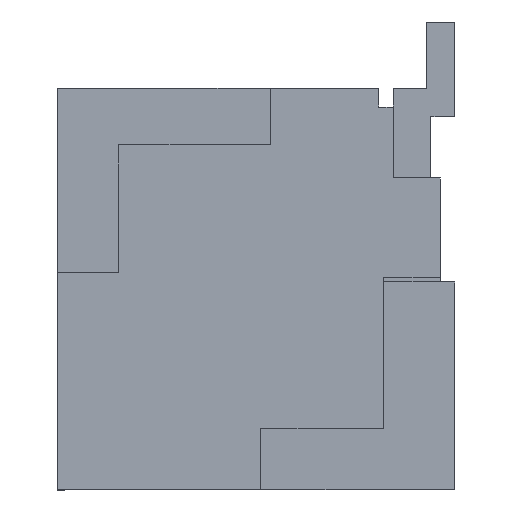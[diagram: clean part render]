
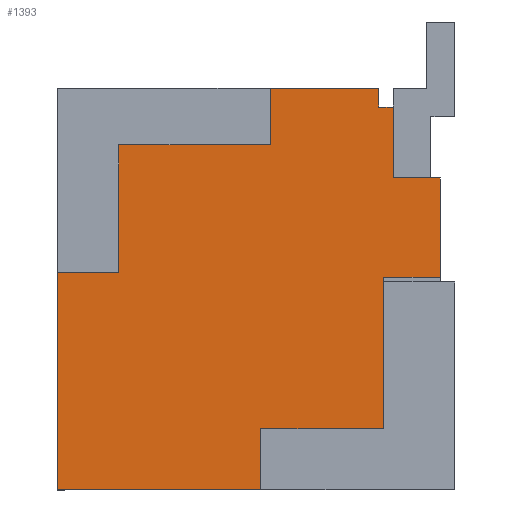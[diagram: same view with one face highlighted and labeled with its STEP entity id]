
A CAD part, left-side view. The second image highlights one B-rep face of the part: STEP entity #1393.
In plain terms, the highlighted planar face has unit normal (-1, 0, 0).
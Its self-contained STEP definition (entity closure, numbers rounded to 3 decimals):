
#1378 = VERTEX_POINT ( 'NONE', #4477 ) ;
#1379 = ORIENTED_EDGE ( 'NONE', *, *, #1380, .T. ) ;
#1380 = EDGE_CURVE ( 'NONE', #1378, #1381, #4476, .T. ) ;
#1381 = VERTEX_POINT ( 'NONE', #4472 ) ;
#1382 = ORIENTED_EDGE ( 'NONE', *, *, #1383, .T. ) ;
#1383 = EDGE_CURVE ( 'NONE', #1381, #1384, #4471, .T. ) ;
#1384 = VERTEX_POINT ( 'NONE', #4467 ) ;
#1385 = ORIENTED_EDGE ( 'NONE', *, *, #1386, .T. ) ;
#1386 = EDGE_CURVE ( 'NONE', #1384, #1387, #4466, .T. ) ;
#1387 = VERTEX_POINT ( 'NONE', #4462 ) ;
#1388 = ORIENTED_EDGE ( 'NONE', *, *, #1389, .T. ) ;
#1389 = EDGE_CURVE ( 'NONE', #1387, #1390, #4461, .T. ) ;
#1390 = VERTEX_POINT ( 'NONE', #4457 ) ;
#1391 = ORIENTED_EDGE ( 'NONE', *, *, #1450, .T. ) ;
#1393 = ADVANCED_FACE ( 'NONE', ( #4499 ), #4534, .F. ) ;
#1394 = EDGE_CURVE ( 'NONE', #1418, #1416, #4529, .T. ) ;
#1395 = ORIENTED_EDGE ( 'NONE', *, *, #1396, .T. ) ;
#1396 = EDGE_CURVE ( 'NONE', #1418, #1397, #4525, .T. ) ;
#1397 = VERTEX_POINT ( 'NONE', #4521 ) ;
#1398 = ORIENTED_EDGE ( 'NONE', *, *, #1399, .T. ) ;
#1399 = EDGE_CURVE ( 'NONE', #1397, #1400, #4520, .T. ) ;
#1400 = VERTEX_POINT ( 'NONE', #4516 ) ;
#1401 = ORIENTED_EDGE ( 'NONE', *, *, #1402, .T. ) ;
#1402 = EDGE_CURVE ( 'NONE', #1400, #1378, #4515, .T. ) ;
#1403 = EDGE_LOOP ( 'NONE', ( #1404, #1408, #1411, #1414, #1417, #1395, #1398, #1401, #1379, #1382, #1385, #1388, #1391, #1452, #1455, #1458 ) ) ;
#1404 = ORIENTED_EDGE ( 'NONE', *, *, #1405, .T. ) ;
#1405 = EDGE_CURVE ( 'NONE', #1406, #1407, #4511, .T. ) ;
#1406 = VERTEX_POINT ( 'NONE', #4507 ) ;
#1407 = VERTEX_POINT ( 'NONE', #4506 ) ;
#1408 = ORIENTED_EDGE ( 'NONE', *, *, #1409, .T. ) ;
#1409 = EDGE_CURVE ( 'NONE', #1407, #1410, #4566, .T. ) ;
#1410 = VERTEX_POINT ( 'NONE', #4562 ) ;
#1411 = ORIENTED_EDGE ( 'NONE', *, *, #1412, .T. ) ;
#1412 = EDGE_CURVE ( 'NONE', #1410, #1413, #4561, .T. ) ;
#1413 = VERTEX_POINT ( 'NONE', #4557 ) ;
#1414 = ORIENTED_EDGE ( 'NONE', *, *, #1415, .T. ) ;
#1415 = EDGE_CURVE ( 'NONE', #1413, #1416, #4556, .T. ) ;
#1416 = VERTEX_POINT ( 'NONE', #4552 ) ;
#1417 = ORIENTED_EDGE ( 'NONE', *, *, #1394, .F. ) ;
#1418 = VERTEX_POINT ( 'NONE', #4551 ) ;
#1450 = EDGE_CURVE ( 'NONE', #1390, #1451, #4644, .T. ) ;
#1451 = VERTEX_POINT ( 'NONE', #4640 ) ;
#1452 = ORIENTED_EDGE ( 'NONE', *, *, #1453, .T. ) ;
#1453 = EDGE_CURVE ( 'NONE', #1451, #1454, #4639, .T. ) ;
#1454 = VERTEX_POINT ( 'NONE', #4635 ) ;
#1455 = ORIENTED_EDGE ( 'NONE', *, *, #1456, .T. ) ;
#1456 = EDGE_CURVE ( 'NONE', #1454, #1457, #4634, .T. ) ;
#1457 = VERTEX_POINT ( 'NONE', #4630 ) ;
#1458 = ORIENTED_EDGE ( 'NONE', *, *, #1459, .F. ) ;
#1459 = EDGE_CURVE ( 'NONE', #1406, #1457, #4628, .T. ) ;
#4457 = CARTESIAN_POINT ( 'NONE',  ( -15.75, 0.325, 2.775 ) ) ;
#4458 = DIRECTION ( 'NONE',  ( 0., 1., 0. ) ) ;
#4459 = VECTOR ( 'NONE', #4458, 1000. ) ;
#4460 = CARTESIAN_POINT ( 'NONE',  ( -15.75, -0.175, 2.775 ) ) ;
#4461 = LINE ( 'NONE', #4460, #4459 ) ;
#4462 = CARTESIAN_POINT ( 'NONE',  ( -15.75, -0.175, 2.775 ) ) ;
#4463 = DIRECTION ( 'NONE',  ( 0., 0., 1. ) ) ;
#4464 = VECTOR ( 'NONE', #4463, 1000. ) ;
#4465 = CARTESIAN_POINT ( 'NONE',  ( -15.75, -0.175, 3.725 ) ) ;
#4466 = LINE ( 'NONE', #4465, #4464 ) ;
#4467 = CARTESIAN_POINT ( 'NONE',  ( -15.75, -0.175, 1.725 ) ) ;
#4468 = DIRECTION ( 'NONE',  ( 0., -1., 0. ) ) ;
#4469 = VECTOR ( 'NONE', #4468, 1000. ) ;
#4470 = CARTESIAN_POINT ( 'NONE',  ( -15.75, 0.425, 1.725 ) ) ;
#4471 = LINE ( 'NONE', #4470, #4469 ) ;
#4472 = CARTESIAN_POINT ( 'NONE',  ( -15.75, 0.425, 1.725 ) ) ;
#4473 = DIRECTION ( 'NONE',  ( 0., 0., 1. ) ) ;
#4474 = VECTOR ( 'NONE', #4473, 1000. ) ;
#4475 = CARTESIAN_POINT ( 'NONE',  ( -15.75, 0.425, 0.125 ) ) ;
#4476 = LINE ( 'NONE', #4475, #4474 ) ;
#4477 = CARTESIAN_POINT ( 'NONE',  ( -15.75, 0.425, 0.125 ) ) ;
#4499 = FACE_OUTER_BOUND ( 'NONE', #1403, .T. ) ;
#4506 = CARTESIAN_POINT ( 'NONE',  ( -15.75, 1.625, 3.125 ) ) ;
#4507 = CARTESIAN_POINT ( 'NONE',  ( -15.75, 1.625, 3.725 ) ) ;
#4508 = DIRECTION ( 'NONE',  ( 0., 0., -1. ) ) ;
#4509 = VECTOR ( 'NONE', #4508, 1000. ) ;
#4510 = CARTESIAN_POINT ( 'NONE',  ( -15.75, 1.625, 3.125 ) ) ;
#4511 = LINE ( 'NONE', #4510, #4509 ) ;
#4512 = DIRECTION ( 'NONE',  ( 0., -1., 0. ) ) ;
#4513 = VECTOR ( 'NONE', #4512, 1000. ) ;
#4514 = CARTESIAN_POINT ( 'NONE',  ( -15.75, 1.725, 0.125 ) ) ;
#4515 = LINE ( 'NONE', #4514, #4513 ) ;
#4516 = CARTESIAN_POINT ( 'NONE',  ( -15.75, 1.725, 0.125 ) ) ;
#4517 = DIRECTION ( 'NONE',  ( 0., 0., 1. ) ) ;
#4518 = VECTOR ( 'NONE', #4517, 1000. ) ;
#4519 = CARTESIAN_POINT ( 'NONE',  ( -15.75, 1.725, -0.525 ) ) ;
#4520 = LINE ( 'NONE', #4519, #4518 ) ;
#4521 = CARTESIAN_POINT ( 'NONE',  ( -15.75, 1.725, -0.525 ) ) ;
#4522 = DIRECTION ( 'NONE',  ( 0., -1., 0. ) ) ;
#4523 = VECTOR ( 'NONE', #4522, 1000. ) ;
#4524 = CARTESIAN_POINT ( 'NONE',  ( -15.75, 3.875, -0.525 ) ) ;
#4525 = LINE ( 'NONE', #4524, #4523 ) ;
#4526 = DIRECTION ( 'NONE',  ( 0., 0., 1. ) ) ;
#4527 = VECTOR ( 'NONE', #4526, 1000. ) ;
#4528 = CARTESIAN_POINT ( 'NONE',  ( -15.75, 3.875, 3.725 ) ) ;
#4529 = LINE ( 'NONE', #4528, #4527 ) ;
#4530 = DIRECTION ( 'NONE',  ( 0., -1., 0. ) ) ;
#4531 = DIRECTION ( 'NONE',  ( 1., 0., 0. ) ) ;
#4532 = CARTESIAN_POINT ( 'NONE',  ( -15.75, 3.875, 3.725 ) ) ;
#4533 = AXIS2_PLACEMENT_3D ( 'NONE', #4532, #4531, #4530 ) ;
#4534 = PLANE ( 'NONE',  #4533 ) ;
#4551 = CARTESIAN_POINT ( 'NONE',  ( -15.75, 3.875, -0.525 ) ) ;
#4552 = CARTESIAN_POINT ( 'NONE',  ( -15.75, 3.875, 1.775 ) ) ;
#4553 = DIRECTION ( 'NONE',  ( 0., 1., 0. ) ) ;
#4554 = VECTOR ( 'NONE', #4553, 1000. ) ;
#4555 = CARTESIAN_POINT ( 'NONE',  ( -15.75, 3.875, 1.775 ) ) ;
#4556 = LINE ( 'NONE', #4555, #4554 ) ;
#4557 = CARTESIAN_POINT ( 'NONE',  ( -15.75, 3.225, 1.775 ) ) ;
#4558 = DIRECTION ( 'NONE',  ( 0., 0., -1. ) ) ;
#4559 = VECTOR ( 'NONE', #4558, 1000. ) ;
#4560 = CARTESIAN_POINT ( 'NONE',  ( -15.75, 3.225, 1.775 ) ) ;
#4561 = LINE ( 'NONE', #4560, #4559 ) ;
#4562 = CARTESIAN_POINT ( 'NONE',  ( -15.75, 3.225, 3.125 ) ) ;
#4563 = DIRECTION ( 'NONE',  ( 0., 1., 0. ) ) ;
#4564 = VECTOR ( 'NONE', #4563, 1000. ) ;
#4565 = CARTESIAN_POINT ( 'NONE',  ( -15.75, 3.225, 3.125 ) ) ;
#4566 = LINE ( 'NONE', #4565, #4564 ) ;
#4626 = VECTOR ( 'NONE', #4685, 1000. ) ;
#4627 = CARTESIAN_POINT ( 'NONE',  ( -15.75, 3.875, 3.725 ) ) ;
#4628 = LINE ( 'NONE', #4627, #4626 ) ;
#4630 = CARTESIAN_POINT ( 'NONE',  ( -15.75, 0.475, 3.725 ) ) ;
#4631 = DIRECTION ( 'NONE',  ( 0., 0., 1. ) ) ;
#4632 = VECTOR ( 'NONE', #4631, 1000. ) ;
#4633 = CARTESIAN_POINT ( 'NONE',  ( -15.75, 0.475, 3.525 ) ) ;
#4634 = LINE ( 'NONE', #4633, #4632 ) ;
#4635 = CARTESIAN_POINT ( 'NONE',  ( -15.75, 0.475, 3.525 ) ) ;
#4636 = DIRECTION ( 'NONE',  ( 0., 1., 0. ) ) ;
#4637 = VECTOR ( 'NONE', #4636, 1000. ) ;
#4638 = CARTESIAN_POINT ( 'NONE',  ( -15.75, 0.325, 3.525 ) ) ;
#4639 = LINE ( 'NONE', #4638, #4637 ) ;
#4640 = CARTESIAN_POINT ( 'NONE',  ( -15.75, 0.325, 3.525 ) ) ;
#4641 = DIRECTION ( 'NONE',  ( 0., 0., 1. ) ) ;
#4642 = VECTOR ( 'NONE', #4641, 1000. ) ;
#4643 = CARTESIAN_POINT ( 'NONE',  ( -15.75, 0.325, 2.775 ) ) ;
#4644 = LINE ( 'NONE', #4643, #4642 ) ;
#4685 = DIRECTION ( 'NONE',  ( 0., -1., 0. ) ) ;
